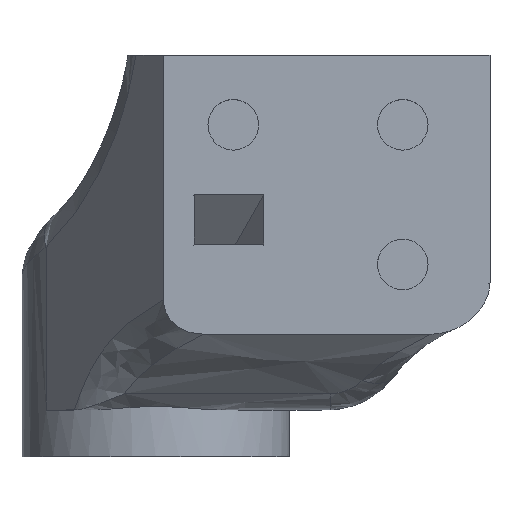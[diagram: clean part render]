
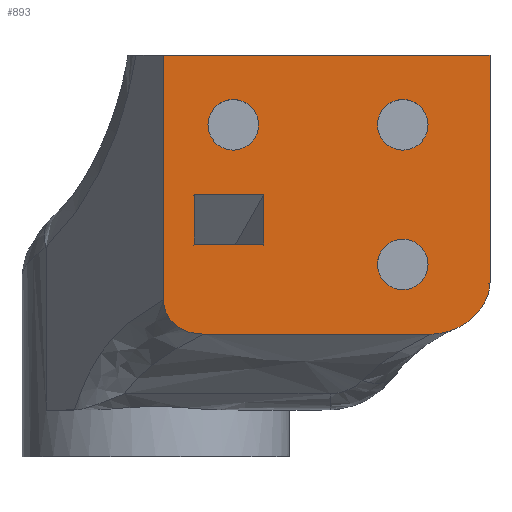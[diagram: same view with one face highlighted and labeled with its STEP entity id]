
A CAD part, top view. The second image highlights one B-rep face of the part: STEP entity #893.
In plain terms, the highlighted planar face has unit normal (0, 0, 1).
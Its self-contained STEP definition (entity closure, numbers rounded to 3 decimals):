
#20=FACE_BOUND('',#318,.T.);
#21=FACE_BOUND('',#319,.T.);
#22=FACE_BOUND('',#320,.T.);
#23=FACE_BOUND('',#321,.T.);
#49=PLANE('',#962);
#66=LINE('',#1306,#140);
#69=LINE('',#1401,#143);
#86=LINE('',#1455,#160);
#94=LINE('',#1469,#168);
#99=LINE('',#1480,#173);
#102=LINE('',#1484,#176);
#111=LINE('',#2246,#185);
#121=LINE('',#2397,#195);
#140=VECTOR('',#993,10.);
#143=VECTOR('',#998,10.);
#160=VECTOR('',#1047,10.);
#168=VECTOR('',#1057,10.);
#173=VECTOR('',#1068,10.);
#176=VECTOR('',#1073,10.);
#185=VECTOR('',#1110,10.);
#195=VECTOR('',#1138,10.);
#259=FACE_OUTER_BOUND('',#317,.T.);
#317=EDGE_LOOP('',(#782,#783,#784,#785,#786,#787));
#318=EDGE_LOOP('',(#788));
#319=EDGE_LOOP('',(#789));
#320=EDGE_LOOP('',(#790));
#321=EDGE_LOOP('',(#791,#792,#793,#794));
#349=B_SPLINE_CURVE_WITH_KNOTS('',3,(#1368,#1369,#1370,#1371,#1372,#1373,
#1374,#1375,#1376,#1377,#1378,#1379),.UNSPECIFIED.,.F.,.F.,(4,2,2,2,2,4),
(0.,0.126,0.284,0.482,0.612,
0.738),.UNSPECIFIED.);
#362=B_SPLINE_CURVE_WITH_KNOTS('',3,(#2214,#2215,#2216,#2217,#2218,#2219,
#2220,#2221,#2222,#2223),.UNSPECIFIED.,.F.,.F.,(4,2,2,2,4),(0.,0.172,
0.31,0.432,0.556),.UNSPECIFIED.);
#371=CIRCLE('',#920,2.175);
#373=CIRCLE('',#924,2.175);
#375=CIRCLE('',#928,2.175);
#399=VERTEX_POINT('',#1298);
#400=VERTEX_POINT('',#1305);
#402=VERTEX_POINT('',#1359);
#405=VERTEX_POINT('',#1399);
#406=VERTEX_POINT('',#1403);
#408=VERTEX_POINT('',#1410);
#410=VERTEX_POINT('',#1417);
#425=VERTEX_POINT('',#1452);
#426=VERTEX_POINT('',#1454);
#431=VERTEX_POINT('',#1467);
#434=VERTEX_POINT('',#1479);
#451=VERTEX_POINT('',#2213);
#453=VERTEX_POINT('',#2245);
#483=EDGE_CURVE('',#400,#399,#66,.T.);
#487=EDGE_CURVE('',#402,#399,#349,.T.);
#491=EDGE_CURVE('',#402,#405,#69,.T.);
#492=EDGE_CURVE('',#406,#406,#371,.T.);
#495=EDGE_CURVE('',#408,#408,#373,.T.);
#498=EDGE_CURVE('',#410,#410,#375,.T.);
#515=EDGE_CURVE('',#426,#425,#86,.T.);
#523=EDGE_CURVE('',#425,#431,#94,.T.);
#528=EDGE_CURVE('',#434,#426,#99,.T.);
#531=EDGE_CURVE('',#431,#434,#102,.T.);
#558=EDGE_CURVE('',#400,#451,#362,.T.);
#562=EDGE_CURVE('',#453,#451,#111,.T.);
#578=EDGE_CURVE('',#453,#405,#121,.T.);
#782=ORIENTED_EDGE('',*,*,#487,.F.);
#783=ORIENTED_EDGE('',*,*,#491,.T.);
#784=ORIENTED_EDGE('',*,*,#578,.F.);
#785=ORIENTED_EDGE('',*,*,#562,.T.);
#786=ORIENTED_EDGE('',*,*,#558,.F.);
#787=ORIENTED_EDGE('',*,*,#483,.T.);
#788=ORIENTED_EDGE('',*,*,#492,.T.);
#789=ORIENTED_EDGE('',*,*,#495,.T.);
#790=ORIENTED_EDGE('',*,*,#498,.T.);
#791=ORIENTED_EDGE('',*,*,#531,.T.);
#792=ORIENTED_EDGE('',*,*,#528,.T.);
#793=ORIENTED_EDGE('',*,*,#515,.T.);
#794=ORIENTED_EDGE('',*,*,#523,.T.);
#893=ADVANCED_FACE('',(#259,#20,#21,#22,#23),#49,.T.);
#920=AXIS2_PLACEMENT_3D('',#1404,#1001,#1002);
#924=AXIS2_PLACEMENT_3D('',#1411,#1010,#1011);
#928=AXIS2_PLACEMENT_3D('',#1418,#1019,#1020);
#962=AXIS2_PLACEMENT_3D('',#2396,#1136,#1137);
#993=DIRECTION('',(1.,0.,0.));
#998=DIRECTION('',(0.,1.,0.));
#1001=DIRECTION('center_axis',(0.,0.,-1.));
#1002=DIRECTION('ref_axis',(-1.,0.,0.));
#1010=DIRECTION('center_axis',(0.,0.,-1.));
#1011=DIRECTION('ref_axis',(-1.,0.,0.));
#1019=DIRECTION('center_axis',(0.,0.,-1.));
#1020=DIRECTION('ref_axis',(-1.,0.,0.));
#1047=DIRECTION('',(0.,1.,0.));
#1057=DIRECTION('',(1.,0.001,0.));
#1068=DIRECTION('',(-1.,-0.001,0.));
#1073=DIRECTION('',(0.,-1.,0.));
#1110=DIRECTION('',(0.,-1.,0.));
#1136=DIRECTION('center_axis',(0.,0.,1.));
#1137=DIRECTION('ref_axis',(0.,-1.,0.));
#1138=DIRECTION('',(1.,0.,0.));
#1298=CARTESIAN_POINT('',(-35.35,-21.,52.));
#1305=CARTESIAN_POINT('',(-54.883,-21.,52.));
#1306=CARTESIAN_POINT('',(-73.,-21.,52.));
#1359=CARTESIAN_POINT('',(-30.257,-16.572,52.));
#1368=CARTESIAN_POINT('Ctrl Pts',(-30.257,-16.572,52.));
#1369=CARTESIAN_POINT('Ctrl Pts',(-30.257,-16.991,52.));
#1370=CARTESIAN_POINT('Ctrl Pts',(-30.341,-17.406,52.));
#1371=CARTESIAN_POINT('Ctrl Pts',(-30.677,-18.294,52.));
#1372=CARTESIAN_POINT('Ctrl Pts',(-30.964,-18.749,52.));
#1373=CARTESIAN_POINT('Ctrl Pts',(-31.751,-19.648,52.));
#1374=CARTESIAN_POINT('Ctrl Pts',(-32.29,-20.064,52.));
#1375=CARTESIAN_POINT('Ctrl Pts',(-33.265,-20.575,52.));
#1376=CARTESIAN_POINT('Ctrl Pts',(-33.675,-20.733,52.));
#1377=CARTESIAN_POINT('Ctrl Pts',(-34.506,-20.944,52.));
#1378=CARTESIAN_POINT('Ctrl Pts',(-34.928,-21.,52.));
#1379=CARTESIAN_POINT('Ctrl Pts',(-35.35,-21.,52.));
#1399=CARTESIAN_POINT('',(-30.257,3.,52.));
#1401=CARTESIAN_POINT('',(-30.257,3.,52.));
#1403=CARTESIAN_POINT('',(-35.582,-15.,52.));
#1404=CARTESIAN_POINT('Origin',(-37.757,-15.,52.));
#1410=CARTESIAN_POINT('',(-35.582,-3.,52.));
#1411=CARTESIAN_POINT('Origin',(-37.757,-3.,52.));
#1417=CARTESIAN_POINT('',(-50.16,-3.,52.));
#1418=CARTESIAN_POINT('Origin',(-52.335,-3.,52.));
#1452=CARTESIAN_POINT('',(-55.697,-9.008,52.));
#1454=CARTESIAN_POINT('',(-55.697,-13.251,52.));
#1455=CARTESIAN_POINT('',(-55.697,2.585,52.));
#1467=CARTESIAN_POINT('',(-49.696,-9.004,52.));
#1469=CARTESIAN_POINT('',(-60.526,-9.011,52.));
#1479=CARTESIAN_POINT('',(-49.696,-13.247,52.));
#1480=CARTESIAN_POINT('',(-57.41,-13.252,52.));
#1484=CARTESIAN_POINT('',(-49.696,2.786,52.));
#2213=CARTESIAN_POINT('',(-58.335,-18.008,52.));
#2214=CARTESIAN_POINT('Ctrl Pts',(-54.883,-21.,52.));
#2215=CARTESIAN_POINT('Ctrl Pts',(-55.456,-21.,52.));
#2216=CARTESIAN_POINT('Ctrl Pts',(-56.,-20.899,52.));
#2217=CARTESIAN_POINT('Ctrl Pts',(-56.869,-20.539,52.));
#2218=CARTESIAN_POINT('Ctrl Pts',(-57.224,-20.312,52.));
#2219=CARTESIAN_POINT('Ctrl Pts',(-57.78,-19.754,52.));
#2220=CARTESIAN_POINT('Ctrl Pts',(-57.986,-19.447,52.));
#2221=CARTESIAN_POINT('Ctrl Pts',(-58.267,-18.756,52.));
#2222=CARTESIAN_POINT('Ctrl Pts',(-58.335,-18.385,52.));
#2223=CARTESIAN_POINT('Ctrl Pts',(-58.335,-18.008,52.));
#2245=CARTESIAN_POINT('',(-58.335,3.,52.));
#2246=CARTESIAN_POINT('',(-58.335,3.,52.));
#2396=CARTESIAN_POINT('Origin',(-73.,3.,52.));
#2397=CARTESIAN_POINT('',(-73.,3.,52.));
